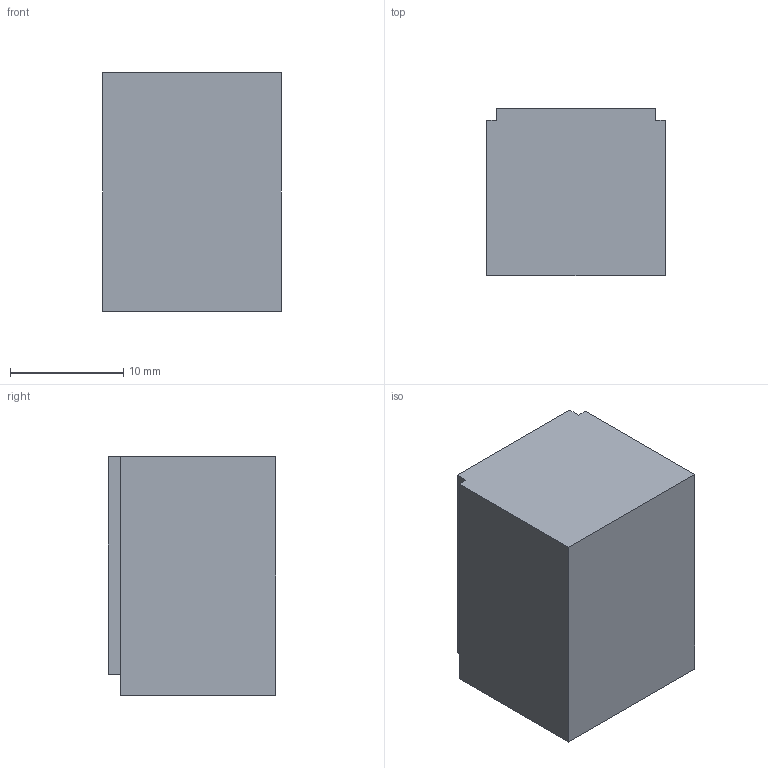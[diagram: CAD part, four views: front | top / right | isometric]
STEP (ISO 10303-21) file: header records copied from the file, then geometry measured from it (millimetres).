
FILE_DESCRIPTION (( 'STEP AP214' ), '1' );
FILE_NAME ('ethernet.step', '2018-12-31T16:56:43', ( '' ), ( '' ), 'SwSTEP 2.0', 'SolidWorks 2018', '' );
FILE_SCHEMA (( 'AUTOMOTIVE_DESIGN' ));
Length unit declared in the file: millimetre
Products named in the file (1): ethernet
Bounding box: 15.8 x 14.82 x 21.08 mm (x, y, z)
Volume: 3473.8 mm3; surface area: 2397.9 mm2
Topology: 1 solids, 1 shells, 78 faces, 224 edges, 148 vertices
Faces by surface type: plane 70, cylinder 8
Entity records: 2546 total; most frequent: CARTESIAN_POINT 451, ORIENTED_EDGE 448, DIRECTION 398, EDGE_CURVE 224, LINE 208, VECTOR 208, VERTEX_POINT 148, AXIS2_PLACEMENT_3D 95
